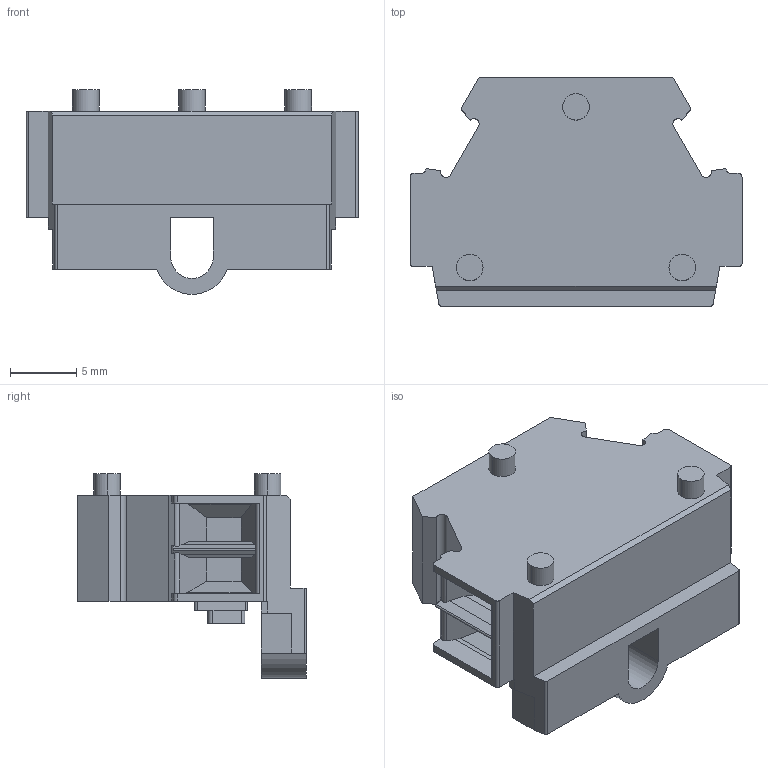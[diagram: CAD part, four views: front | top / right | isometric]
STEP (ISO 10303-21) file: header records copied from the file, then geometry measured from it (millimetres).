
FILE_DESCRIPTION((''),'2;1');
FILE_NAME('1-5-2-2','2024-03-01T',('dell'),(''),'PRO/ENGINEER BY PARAMETRIC TECHNOLOGY CORPORATION, 2013230','PRO/ENGINEER BY PARAMETRIC TECHNOLOGY CORPORATION, 2013230','');
FILE_SCHEMA(('AUTOMOTIVE_DESIGN { 1 0 10303 214 1 1 1 1 }'));
Length unit declared in the file: millimetre
Products named in the file (1): 1-5-2-2
Bounding box: 25 x 17.2 x 15.39 mm (x, y, z)
Volume: 1898.1 mm3; surface area: 2922.4 mm2
Topology: 1 solids, 1 shells, 177 faces, 491 edges, 326 vertices
Faces by surface type: plane 125, cylinder 52
Entity records: 5695 total; most frequent: CARTESIAN_POINT 1034, ORIENTED_EDGE 982, DIRECTION 921, EDGE_CURVE 491, VECTOR 383, LINE 383, VERTEX_POINT 326, AXIS2_PLACEMENT_3D 269
